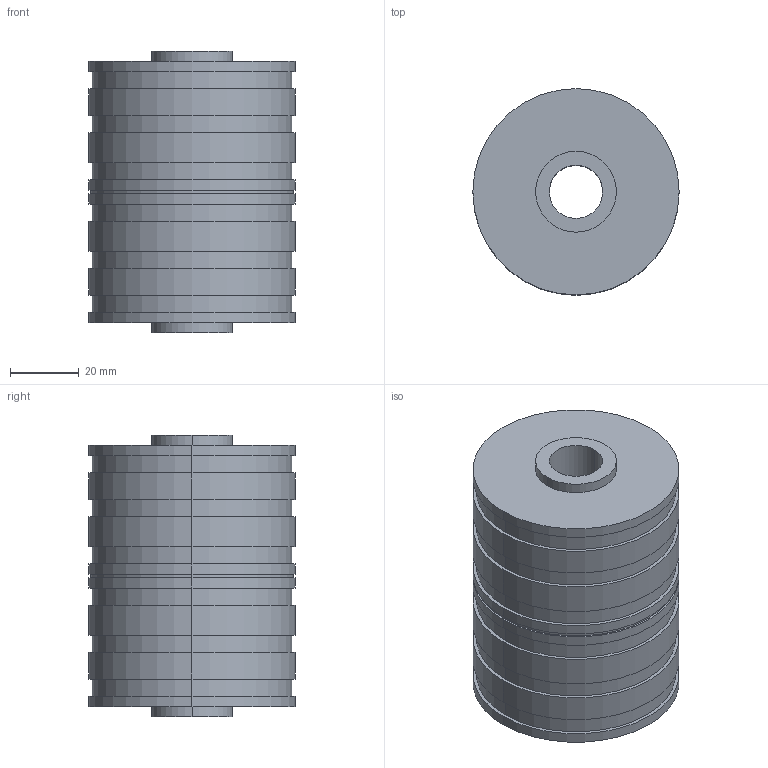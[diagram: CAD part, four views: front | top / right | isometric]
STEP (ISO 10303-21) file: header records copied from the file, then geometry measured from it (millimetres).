
FILE_DESCRIPTION (( 'STEP AP214' ), '1' );
FILE_NAME ('5DD785D7-5E0C-4138-9015-EDE3AF21F550.STEP', '2023-08-02T09:06:04', ( '' ), ( '' ), 'SwSTEP 2.0', 'SolidWorks 2022', '' );
FILE_SCHEMA (( 'AUTOMOTIVE_DESIGN' ));
Length unit declared in the file: millimetre
Products named in the file (1): 5DD785D7-5E0C-4138-9015-EDE3AF21F550
Bounding box: 60 x 60 x 82 mm (x, y, z)
Volume: 127603.8 mm3; surface area: 45960.3 mm2
Topology: 1 solids, 3 shells, 66 faces, 132 edges, 88 vertices
Faces by surface type: cylinder 44, plane 22
Entity records: 2378 total; most frequent: DIRECTION 354, CARTESIAN_POINT 287, ORIENTED_EDGE 264, AXIS2_PLACEMENT_3D 155, EDGE_CURVE 132, CIRCLE 88, EDGE_LOOP 88, VERTEX_POINT 88
